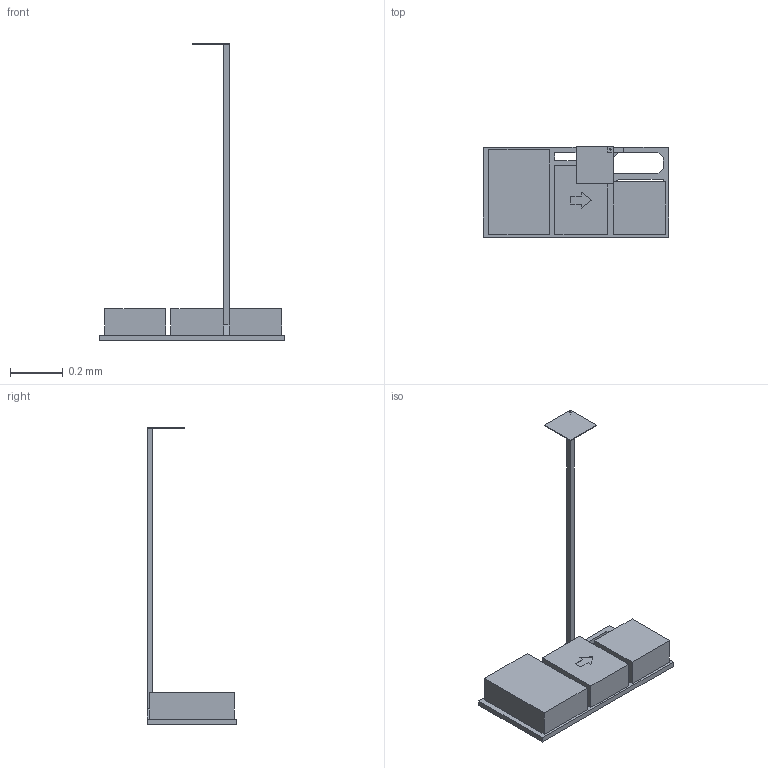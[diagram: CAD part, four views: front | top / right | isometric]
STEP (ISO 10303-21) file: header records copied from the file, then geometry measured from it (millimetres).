
FILE_DESCRIPTION(/* description */ (''),/* implementation_level */ '2;1');
FILE_NAME(/* name */ '0118da77-ba90-4570-b2ee-7d6497f39f6e.stp',/* time_stamp */ '2020-08-04T12:18:24+00:00',/* author */ (''),/* organization */ (''),/* preprocessor_version */ 'ST-DEVELOPER v18.1',/* originating_system */ 'Autodesk Translation Framework v9.3.0.1241',/* authorisation */ '');
FILE_SCHEMA (('AUTOMOTIVE_DESIGN { 1 0 10303 214 3 1 1 }'));
Length unit declared in the file: centimetre
Products named in the file (1): electronics_box
Bounding box: 0.7 x 0.34 x 1.12 mm (x, y, z)
Volume: 0 mm3; surface area: 1 mm2
Topology: 1 solids, 1 shells, 77 faces, 215 edges, 133 vertices
Faces by surface type: plane 76, cylinder 1
Full cylindrical faces by diameter (mm): 0.005 x1
Entity records: 2450 total; most frequent: ORIENTED_EDGE 430, CARTESIAN_POINT 426, DIRECTION 373, EDGE_CURVE 215, LINE 213, VECTOR 213, VERTEX_POINT 133, EDGE_LOOP 87
